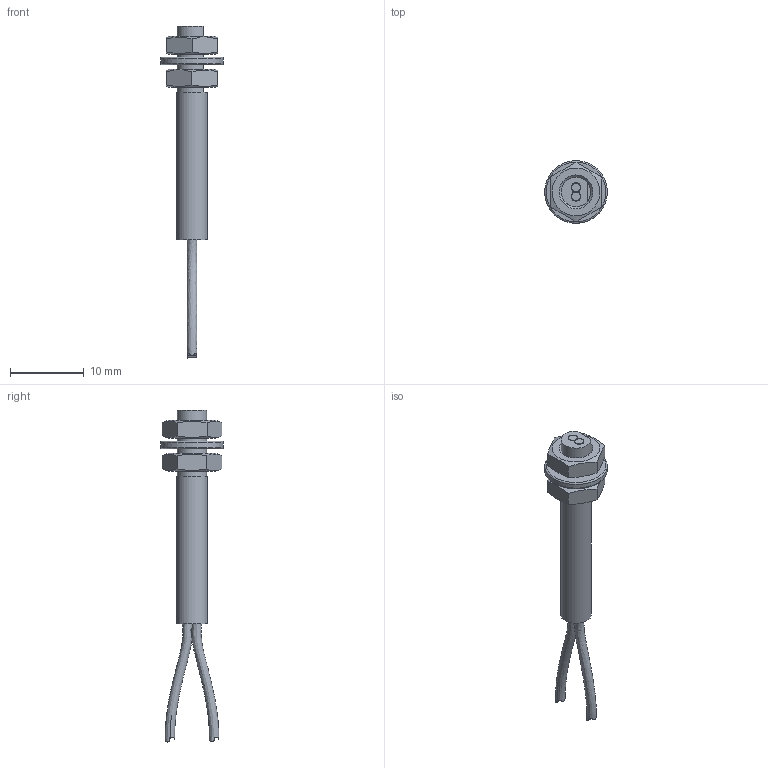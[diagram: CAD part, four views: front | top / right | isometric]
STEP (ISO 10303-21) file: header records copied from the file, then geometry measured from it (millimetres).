
FILE_DESCRIPTION(/* description */ (''),/* implementation_level */ '2;1');
FILE_NAME(/* name */ 'LT207005.stp',/* time_stamp */ '2016-10-06T14:08:00+02:00',/* author */ ('mitarbeiter'),/* organization */ (''),/* preprocessor_version */ 'ST-DEVELOPER v15.2',/* originating_system */ 'Autodesk Inventor 2014',/* authorisation */ '');
FILE_SCHEMA (('AUTOMOTIVE_DESIGN { 1 0 10303 214 3 1 1 }'));
Length unit declared in the file: millimetre
Products named in the file (4): LT207005 Korpus; Mutter M4; Beilagscheibe; LT207005
Bounding box: 8.5 x 8.5 x 45 mm (x, y, z)
Volume: 601.1 mm3; surface area: 922.5 mm2
Topology: 4 solids, 4 shells, 57 faces, 124 edges, 77 vertices
Faces by surface type: plane 26, cylinder 17, cone 8, torus 4, bspline 2
Full cylindrical faces by diameter (mm): 1.2 x2, 4 x2, 4.2 x1, 4.5 x1, 8.5 x1
Entity records: 1939 total; most frequent: CARTESIAN_POINT 1019, DIRECTION 174, ORIENTED_EDGE 154, AXIS2_PLACEMENT_3D 78, EDGE_CURVE 77, EDGE_LOOP 66, VERTEX_POINT 55, FACE_OUTER_BOUND 44
